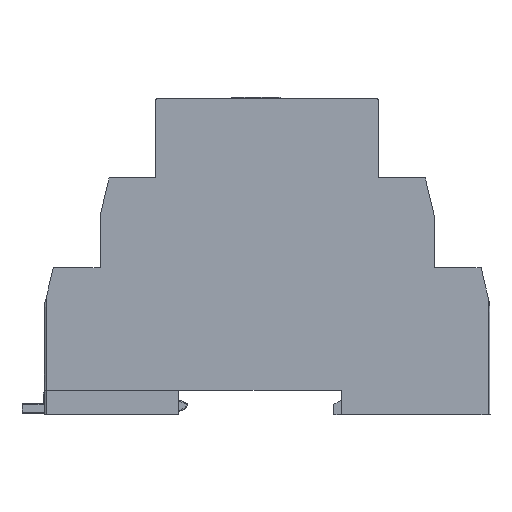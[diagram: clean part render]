
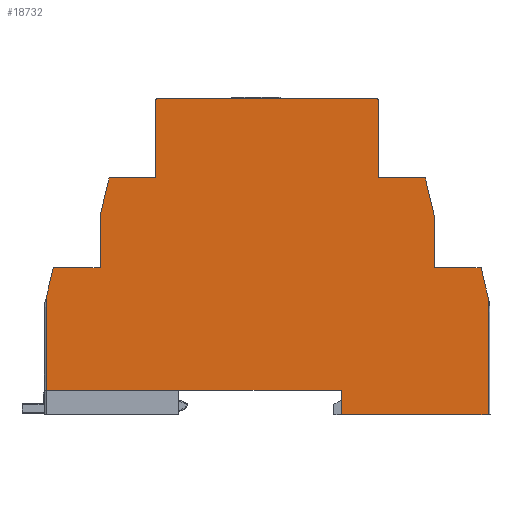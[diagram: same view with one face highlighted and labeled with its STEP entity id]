
A CAD part, left-side view. The second image highlights one B-rep face of the part: STEP entity #18732.
In plain terms, the highlighted planar face has unit normal (-1, 0, 0).
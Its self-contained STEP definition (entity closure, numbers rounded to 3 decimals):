
#11459=DIRECTION('',(0.,0.,-1.));
#11460=VECTOR('',#11459,5.);
#11461=CARTESIAN_POINT('',(18.931,-36.042,
10.));
#11462=LINE('',#11461,#11460);
#11466=DIRECTION('',(0.,-1.,0.));
#11467=VECTOR('',#11466,59.504);
#11468=CARTESIAN_POINT('',(18.931,23.462,10.));
#11469=LINE('',#11468,#11467);
#11473=DIRECTION('',(0.,0.,-1.));
#11474=VECTOR('',#11473,18.77);
#11475=CARTESIAN_POINT('',(18.931,23.462,28.77));
#11476=LINE('',#11475,#11474);
#11480=DIRECTION('',(0.,0.23,-0.973));
#11481=VECTOR('',#11480,6.094);
#11482=CARTESIAN_POINT('',(18.931,22.058,34.7));
#11483=LINE('',#11482,#11481);
#11487=DIRECTION('',(0.,1.,0.));
#11488=VECTOR('',#11487,9.45);
#11489=CARTESIAN_POINT('',(18.931,12.608,34.7));
#11490=LINE('',#11489,#11488);
#11494=DIRECTION('',(0.,0.,-1.));
#11495=VECTOR('',#11494,10.5);
#11496=CARTESIAN_POINT('',(18.931,12.608,45.2));
#11497=LINE('',#11496,#11495);
#11501=DIRECTION('',(0.,0.23,-0.973));
#11502=VECTOR('',#11501,7.81);
#11503=CARTESIAN_POINT('',(18.931,10.808,52.8));
#11504=LINE('',#11503,#11502);
#11508=DIRECTION('',(0.,1.,0.));
#11509=VECTOR('',#11508,9.4);
#11510=CARTESIAN_POINT('',(18.931,1.408,52.8));
#11511=LINE('',#11510,#11509);
#11515=DIRECTION('',(0.,0.,-1.));
#11516=VECTOR('',#11515,15.5);
#11517=CARTESIAN_POINT('',(18.931,1.408,68.3));
#11518=LINE('',#11517,#11516);
#11522=CARTESIAN_POINT('',(18.931,0.908,
68.3));
#11523=DIRECTION('',(-1.,0.,0.));
#11524=DIRECTION('',(0.,0.,1.));
#11525=AXIS2_PLACEMENT_3D('',#11522,#11523,#11524);
#11530=DIRECTION('',(0.,1.,0.));
#11531=VECTOR('',#11530,44.);
#11532=CARTESIAN_POINT('',(18.931,-43.092,
68.8));
#11533=LINE('',#11532,#11531);
#11537=CARTESIAN_POINT('',(18.931,-43.092,
68.3));
#11538=DIRECTION('',(-1.,0.,0.));
#11539=DIRECTION('',(0.,-1.,0.));
#11540=AXIS2_PLACEMENT_3D('',#11537,#11538,#11539);
#11545=DIRECTION('',(0.,0.,1.));
#11546=VECTOR('',#11545,15.5);
#11547=CARTESIAN_POINT('',(18.931,-43.592,
52.8));
#11548=LINE('',#11547,#11546);
#11552=DIRECTION('',(0.,1.,0.));
#11553=VECTOR('',#11552,9.4);
#11554=CARTESIAN_POINT('',(18.931,-52.992,
52.8));
#11555=LINE('',#11554,#11553);
#11559=DIRECTION('',(0.,0.23,0.973));
#11560=VECTOR('',#11559,7.81);
#11561=CARTESIAN_POINT('',(18.931,-54.792,
45.2));
#11562=LINE('',#11561,#11560);
#11566=DIRECTION('',(0.,0.,1.));
#11567=VECTOR('',#11566,10.5);
#11568=CARTESIAN_POINT('',(18.931,-54.792,
34.7));
#11569=LINE('',#11568,#11567);
#11573=DIRECTION('',(0.,0.23,0.973));
#11574=VECTOR('',#11573,6.094);
#11575=CARTESIAN_POINT('',(18.931,-65.646,
28.77));
#11576=LINE('',#11575,#11574);
#11622=DIRECTION('',(0.,1.,0.));
#11623=VECTOR('',#11622,29.603);
#11624=CARTESIAN_POINT('',(18.931,-65.645,
5.));
#11625=LINE('',#11624,#11623);
#11745=DIRECTION('',(0.,0.,-1.));
#11746=VECTOR('',#11745,23.77);
#11747=CARTESIAN_POINT('',(18.931,-65.646,
28.77));
#11748=LINE('',#11747,#11746);
#11752=CARTESIAN_POINT('',(18.931,-65.646,
28.77));
#11808=DIRECTION('',(0.,-1.,0.));
#11809=VECTOR('',#11808,9.45);
#11810=CARTESIAN_POINT('',(18.931,-54.792,
34.7));
#11811=LINE('',#11810,#11809);
#15945=CARTESIAN_POINT('',(18.931,-36.042,
5.));
#15947=VERTEX_POINT('',#15945);
#15953=VERTEX_POINT('',#11752);
#15957=CARTESIAN_POINT('',(18.931,-65.645,
5.));
#15958=VERTEX_POINT('',#15957);
#15967=CARTESIAN_POINT('',(18.931,-36.042,
10.));
#15968=VERTEX_POINT('',#15967);
#15987=CARTESIAN_POINT('',(18.931,23.462,10.));
#15988=VERTEX_POINT('',#15987);
#15991=CARTESIAN_POINT('',(18.931,-64.242,
34.7));
#15992=VERTEX_POINT('',#15991);
#16016=CARTESIAN_POINT('',(18.931,23.462,28.77));
#16017=VERTEX_POINT('',#16016);
#16028=CARTESIAN_POINT('',(18.931,22.058,34.7));
#16029=VERTEX_POINT('',#16028);
#16042=CARTESIAN_POINT('',(18.931,-54.792,
34.7));
#16043=VERTEX_POINT('',#16042);
#16068=CARTESIAN_POINT('',(18.931,12.608,34.7));
#16069=VERTEX_POINT('',#16068);
#16070=CARTESIAN_POINT('',(18.931,-54.792,
45.2));
#16071=VERTEX_POINT('',#16070);
#16098=CARTESIAN_POINT('',(18.931,12.608,45.2));
#16099=VERTEX_POINT('',#16098);
#16100=CARTESIAN_POINT('',(18.931,-52.992,
52.8));
#16101=VERTEX_POINT('',#16100);
#16132=CARTESIAN_POINT('',(18.931,10.808,52.8));
#16133=VERTEX_POINT('',#16132);
#16134=CARTESIAN_POINT('',(18.931,-43.592,
52.8));
#16135=VERTEX_POINT('',#16134);
#16142=CARTESIAN_POINT('',(18.931,1.408,52.8));
#16143=VERTEX_POINT('',#16142);
#16182=CARTESIAN_POINT('',(18.931,-43.592,
68.3));
#16183=VERTEX_POINT('',#16182);
#16186=CARTESIAN_POINT('',(18.931,1.408,68.3));
#16187=VERTEX_POINT('',#16186);
#16258=CARTESIAN_POINT('',(18.931,-43.092,
68.8));
#16259=VERTEX_POINT('',#16258);
#16260=CARTESIAN_POINT('',(18.931,0.908,
68.8));
#16261=VERTEX_POINT('',#16260);
#18690=CARTESIAN_POINT('',(18.931,-2.442,
5.));
#18691=DIRECTION('',(-1.,0.,0.));
#18692=DIRECTION('',(0.,-1.,0.));
#18693=AXIS2_PLACEMENT_3D('',#18690,#18691,#18692);
#18694=PLANE('',#18693);
#18696=ORIENTED_EDGE('',*,*,#18695,.F.);
#18697=ORIENTED_EDGE('',*,*,#17198,.F.);
#18699=ORIENTED_EDGE('',*,*,#18698,.F.);
#18700=ORIENTED_EDGE('',*,*,#17348,.F.);
#18701=ORIENTED_EDGE('',*,*,#17385,.F.);
#18703=ORIENTED_EDGE('',*,*,#18702,.F.);
#18705=ORIENTED_EDGE('',*,*,#18704,.F.);
#18706=ORIENTED_EDGE('',*,*,#17729,.F.);
#18707=ORIENTED_EDGE('',*,*,#18674,.F.);
#18709=ORIENTED_EDGE('',*,*,#18708,.F.);
#18711=ORIENTED_EDGE('',*,*,#18710,.F.);
#18713=ORIENTED_EDGE('',*,*,#18712,.F.);
#18715=ORIENTED_EDGE('',*,*,#18714,.F.);
#18717=ORIENTED_EDGE('',*,*,#18716,.F.);
#18719=ORIENTED_EDGE('',*,*,#18718,.F.);
#18721=ORIENTED_EDGE('',*,*,#18720,.F.);
#18723=ORIENTED_EDGE('',*,*,#18722,.T.);
#18725=ORIENTED_EDGE('',*,*,#18724,.F.);
#18727=ORIENTED_EDGE('',*,*,#18726,.T.);
#18729=ORIENTED_EDGE('',*,*,#18728,.T.);
#18730=EDGE_LOOP('',(#18696,#18697,#18699,#18700,#18701,#18703,#18705,#18706,
#18707,#18709,#18711,#18713,#18715,#18717,#18719,#18721,#18723,#18725,#18727,
#18729));
#18731=FACE_OUTER_BOUND('',#18730,.F.);
#11526=CIRCLE('',#11525,0.5);
#11541=CIRCLE('',#11540,0.5);
#17198=EDGE_CURVE('',#15988,#15968,#11469,.T.);
#17348=EDGE_CURVE('',#16029,#16017,#11483,.T.);
#17385=EDGE_CURVE('',#16069,#16029,#11490,.T.);
#17729=EDGE_CURVE('',#16143,#16133,#11511,.T.);
#18674=EDGE_CURVE('',#16187,#16143,#11518,.T.);
#18695=EDGE_CURVE('',#15968,#15947,#11462,.T.);
#18698=EDGE_CURVE('',#16017,#15988,#11476,.T.);
#18702=EDGE_CURVE('',#16099,#16069,#11497,.T.);
#18704=EDGE_CURVE('',#16133,#16099,#11504,.T.);
#18708=EDGE_CURVE('',#16261,#16187,#11526,.T.);
#18710=EDGE_CURVE('',#16259,#16261,#11533,.T.);
#18712=EDGE_CURVE('',#16183,#16259,#11541,.T.);
#18714=EDGE_CURVE('',#16135,#16183,#11548,.T.);
#18716=EDGE_CURVE('',#16101,#16135,#11555,.T.);
#18718=EDGE_CURVE('',#16071,#16101,#11562,.T.);
#18720=EDGE_CURVE('',#16043,#16071,#11569,.T.);
#18722=EDGE_CURVE('',#16043,#15992,#11811,.T.);
#18724=EDGE_CURVE('',#15953,#15992,#11576,.T.);
#18726=EDGE_CURVE('',#15953,#15958,#11748,.T.);
#18728=EDGE_CURVE('',#15958,#15947,#11625,.T.);
#18732=ADVANCED_FACE('',(#18731),#18694,.T.);
